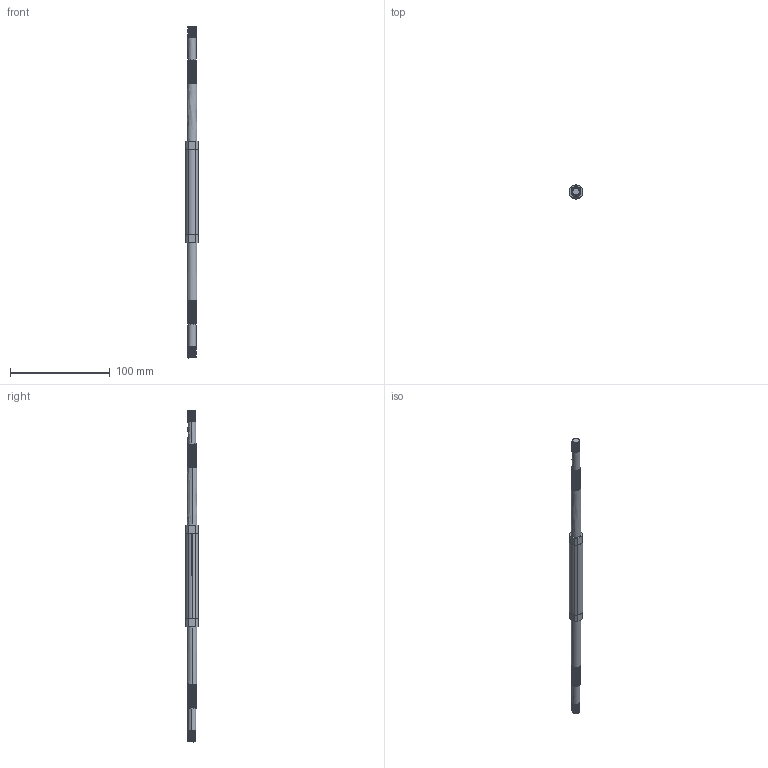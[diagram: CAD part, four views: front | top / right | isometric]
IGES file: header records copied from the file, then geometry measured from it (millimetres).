
Start section: SolidWorks IGES file using analytic representation for surfaces
Global section: file name: hanger-hub.IGS; native system: SolidWorks 2022; preprocessor: SolidWorks 2022; author: youb; date: 230420.150355; units: centimetre
Bounding box: 14 x 14 x 332 mm (x, y, z)
Surface area: 16379.7 mm2 (no closed solid volume)
Topology: 0 solids, 0 shells, 149 faces, 3489 edges, 3489 vertices
Faces by surface type: revolution 106, bspline 43
